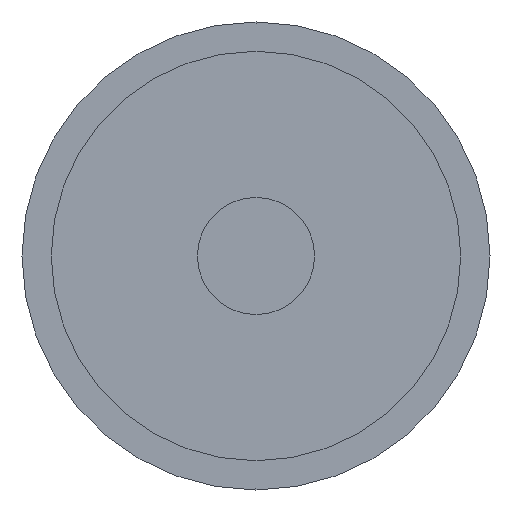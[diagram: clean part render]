
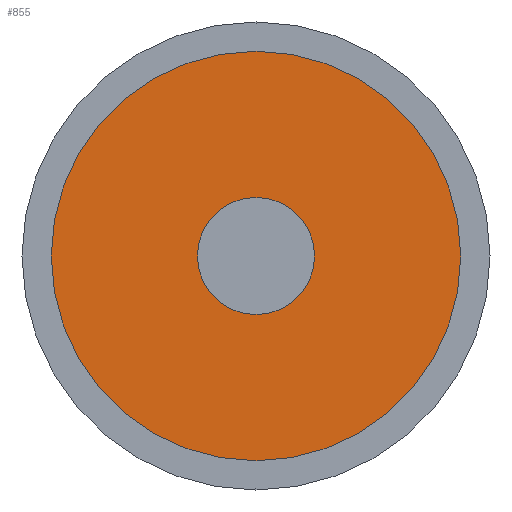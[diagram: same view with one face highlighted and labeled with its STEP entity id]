
A CAD part, left-side view. The second image highlights one B-rep face of the part: STEP entity #855.
In plain terms, the highlighted planar face has unit normal (-1, 0, 0).
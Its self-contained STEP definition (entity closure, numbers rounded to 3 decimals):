
#13 = AXIS2_PLACEMENT_3D ( 'NONE', #377, #1006, #538 ) ;
#20 = EDGE_LOOP ( 'NONE', ( #194, #516 ) ) ;
#78 = AXIS2_PLACEMENT_3D ( 'NONE', #381, #549, #220 ) ;
#87 = FACE_BOUND ( 'NONE', #212, .T. ) ;
#101 = DIRECTION ( 'NONE',  ( 1., 0., 0. ) ) ;
#119 = CARTESIAN_POINT ( 'NONE',  ( -1.055, 0.2, 0. ) ) ;
#153 = VERTEX_POINT ( 'NONE', #920 ) ;
#165 = CIRCLE ( 'NONE', #78, 0.7 ) ;
#180 = DIRECTION ( 'NONE',  ( 0., 0., -1. ) ) ;
#182 = VERTEX_POINT ( 'NONE', #981 ) ;
#194 = ORIENTED_EDGE ( 'NONE', *, *, #922, .F. ) ;
#197 = CARTESIAN_POINT ( 'NONE',  ( -1.055, 0., 0.7 ) ) ;
#212 = EDGE_LOOP ( 'NONE', ( #1031, #958 ) ) ;
#219 = CIRCLE ( 'NONE', #457, 0.2 ) ;
#220 = DIRECTION ( 'NONE',  ( 0., 0., -1. ) ) ;
#244 = DIRECTION ( 'NONE',  ( 1., 0., 0. ) ) ;
#309 = EDGE_CURVE ( 'NONE', #862, #182, #165, .T. ) ;
#321 = CARTESIAN_POINT ( 'NONE',  ( -1.055, 0., 0. ) ) ;
#377 = CARTESIAN_POINT ( 'NONE',  ( -1.055, 0., 0. ) ) ;
#381 = CARTESIAN_POINT ( 'NONE',  ( -1.055, 0., 0. ) ) ;
#457 = AXIS2_PLACEMENT_3D ( 'NONE', #591, #101, #180 ) ;
#459 = CARTESIAN_POINT ( 'NONE',  ( -1.055, 0., 0.2 ) ) ;
#516 = ORIENTED_EDGE ( 'NONE', *, *, #309, .F. ) ;
#533 = PLANE ( 'NONE',  #699 ) ;
#538 = DIRECTION ( 'NONE',  ( 0., 0., -1. ) ) ;
#549 = DIRECTION ( 'NONE',  ( 1., 0., 0. ) ) ;
#591 = CARTESIAN_POINT ( 'NONE',  ( -1.055, 0., 0. ) ) ;
#601 = EDGE_CURVE ( 'NONE', #622, #153, #803, .T. ) ;
#622 = VERTEX_POINT ( 'NONE', #459 ) ;
#653 = CIRCLE ( 'NONE', #13, 0.7 ) ;
#699 = AXIS2_PLACEMENT_3D ( 'NONE', #119, #998, #927 ) ;
#793 = AXIS2_PLACEMENT_3D ( 'NONE', #321, #244, #961 ) ;
#803 = CIRCLE ( 'NONE', #793, 0.2 ) ;
#855 = ADVANCED_FACE ( 'NONE', ( #87, #871 ), #533, .T. ) ;
#862 = VERTEX_POINT ( 'NONE', #197 ) ;
#871 = FACE_OUTER_BOUND ( 'NONE', #20, .T. ) ;
#920 = CARTESIAN_POINT ( 'NONE',  ( -1.055, 0., -0.2 ) ) ;
#922 = EDGE_CURVE ( 'NONE', #182, #862, #653, .T. ) ;
#927 = DIRECTION ( 'NONE',  ( 0., 0., 1. ) ) ;
#957 = EDGE_CURVE ( 'NONE', #153, #622, #219, .T. ) ;
#958 = ORIENTED_EDGE ( 'NONE', *, *, #601, .T. ) ;
#961 = DIRECTION ( 'NONE',  ( 0., 0., -1. ) ) ;
#981 = CARTESIAN_POINT ( 'NONE',  ( -1.055, 0., -0.7 ) ) ;
#998 = DIRECTION ( 'NONE',  ( -1., 0., 0. ) ) ;
#1006 = DIRECTION ( 'NONE',  ( 1., 0., 0. ) ) ;
#1031 = ORIENTED_EDGE ( 'NONE', *, *, #957, .T. ) ;
